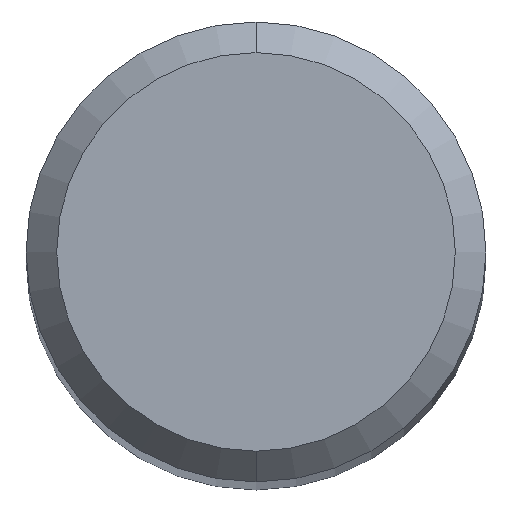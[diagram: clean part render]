
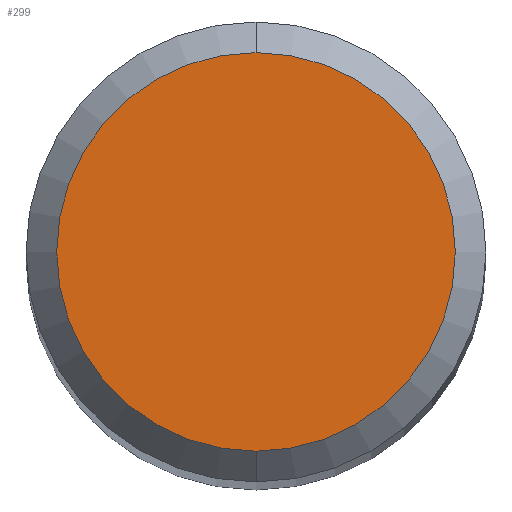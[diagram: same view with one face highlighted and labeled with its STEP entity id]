
A CAD part, top view. The second image highlights one B-rep face of the part: STEP entity #299.
In plain terms, the highlighted planar face has unit normal (0, 0, 1).
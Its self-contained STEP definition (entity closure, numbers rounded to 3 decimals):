
#173=EDGE_CURVE('',#315,#297,#464,.T.);
#297=VERTEX_POINT('',#599);
#299=ADVANCED_FACE('',(#601),#602,.T.);
#315=VERTEX_POINT('',#619);
#349=EDGE_CURVE('',#297,#315,#658,.T.);
#464=CIRCLE('',#778,2.6);
#599=CARTESIAN_POINT('',(0.,-2.6,0.0));
#601=FACE_OUTER_BOUND('',#992,.T.);
#602=PLANE('',#993);
#619=CARTESIAN_POINT('',(0.0,2.6,0.0));
#658=CIRCLE('',#1080,2.6);
#778=AXIS2_PLACEMENT_3D('',#1380,#1381,#1382);
#992=EDGE_LOOP('',(#1529,#1530));
#993=AXIS2_PLACEMENT_3D('',#1531,#1532,#1533);
#1080=AXIS2_PLACEMENT_3D('',#1606,#1607,#1608);
#1380=CARTESIAN_POINT('',(0.0,0.0,0.0));
#1381=DIRECTION('',(0.0,0.0,-1.0));
#1382=DIRECTION('',(0.0,1.0,0.0));
#1529=ORIENTED_EDGE('',*,*,#173,.F.);
#1530=ORIENTED_EDGE('',*,*,#349,.F.);
#1531=CARTESIAN_POINT('',(0.0,1.3,0.0));
#1532=DIRECTION('',(-0.0,0.0,1.0));
#1533=DIRECTION('',(0.0,-1.0,0.0));
#1606=CARTESIAN_POINT('',(0.0,0.0,0.0));
#1607=DIRECTION('',(0.0,0.0,-1.0));
#1608=DIRECTION('',(0.0,1.0,0.0));
